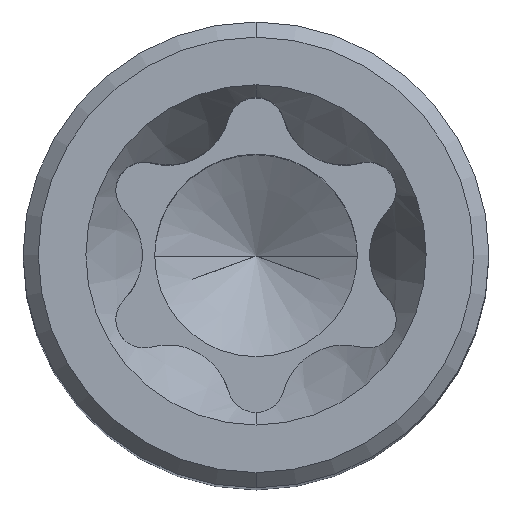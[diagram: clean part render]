
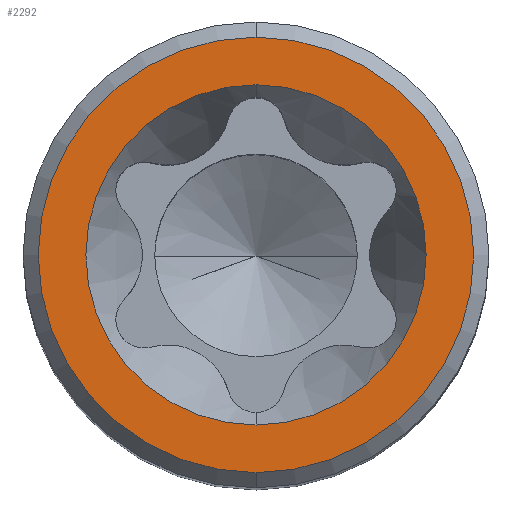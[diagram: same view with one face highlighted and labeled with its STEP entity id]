
A CAD part, top view. The second image highlights one B-rep face of the part: STEP entity #2292.
In plain terms, the highlighted planar face has unit normal (0, 0, 1).
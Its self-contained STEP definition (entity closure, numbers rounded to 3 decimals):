
#893=CARTESIAN_POINT('',(0.,0.,75.));
#894=DIRECTION('',(0.,0.,-1.));
#895=DIRECTION('',(0.,1.,0.));
#896=AXIS2_PLACEMENT_3D('',#893,#894,#895);
#898=CARTESIAN_POINT('',(0.,0.,75.));
#899=DIRECTION('',(0.,0.,-1.));
#900=DIRECTION('',(0.,-1.,0.));
#901=AXIS2_PLACEMENT_3D('',#898,#899,#900);
#903=CARTESIAN_POINT('',(0.,0.,75.));
#904=DIRECTION('',(0.,0.,1.));
#905=DIRECTION('',(0.,-1.,0.));
#906=AXIS2_PLACEMENT_3D('',#903,#904,#905);
#908=CARTESIAN_POINT('',(0.,0.,75.));
#909=DIRECTION('',(0.,0.,1.));
#910=DIRECTION('',(0.,1.,0.));
#911=AXIS2_PLACEMENT_3D('',#908,#909,#910);
#1265=CARTESIAN_POINT('',(0.,3.36,75.));
#1266=CARTESIAN_POINT('',(0.,-3.36,75.));
#1267=VERTEX_POINT('',#1265);
#1268=VERTEX_POINT('',#1266);
#1273=CARTESIAN_POINT('',(0.,-4.3,75.));
#1274=CARTESIAN_POINT('',(0.,4.3,75.));
#1275=VERTEX_POINT('',#1273);
#1276=VERTEX_POINT('',#1274);
#2276=CARTESIAN_POINT('',(0.,0.,75.));
#2277=DIRECTION('',(0.,0.,1.));
#2278=DIRECTION('',(0.,1.,0.));
#2279=AXIS2_PLACEMENT_3D('',#2276,#2277,#2278);
#2280=PLANE('',#2279);
#2281=ORIENTED_EDGE('',*,*,#2266,.F.);
#2283=ORIENTED_EDGE('',*,*,#2282,.F.);
#2284=EDGE_LOOP('',(#2281,#2283));
#2285=FACE_OUTER_BOUND('',#2284,.F.);
#2287=ORIENTED_EDGE('',*,*,#2286,.F.);
#2289=ORIENTED_EDGE('',*,*,#2288,.F.);
#2290=EDGE_LOOP('',(#2287,#2289));
#2291=FACE_BOUND('',#2290,.F.);
#2292=ADVANCED_FACE('',(#2285,#2291),#2280,.T.);
#897=CIRCLE('',#896,3.36);
#902=CIRCLE('',#901,3.36);
#907=CIRCLE('',#906,4.3);
#912=CIRCLE('',#911,4.3);
#2266=EDGE_CURVE('',#1275,#1276,#907,.T.);
#2282=EDGE_CURVE('',#1276,#1275,#912,.T.);
#2286=EDGE_CURVE('',#1267,#1268,#897,.T.);
#2288=EDGE_CURVE('',#1268,#1267,#902,.T.);
